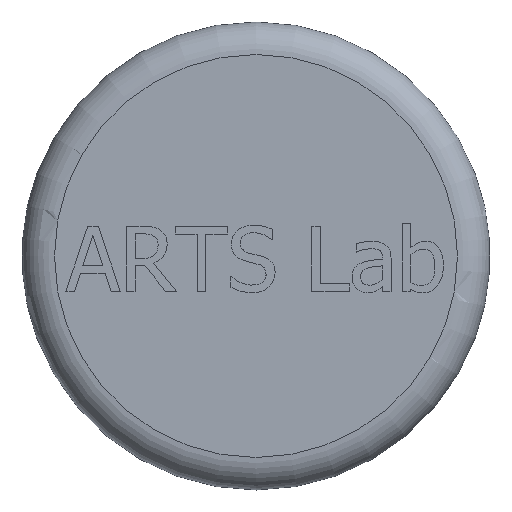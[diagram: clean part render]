
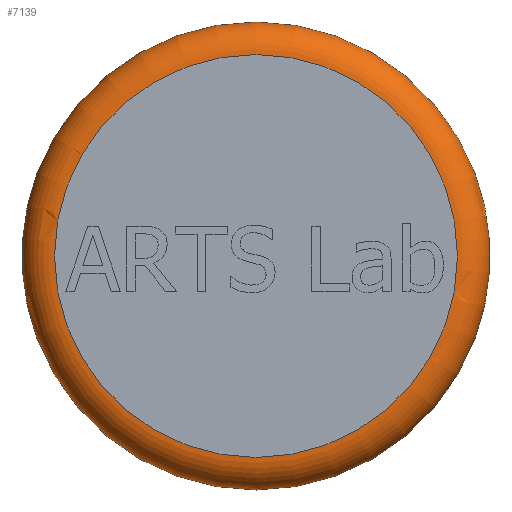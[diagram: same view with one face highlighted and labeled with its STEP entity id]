
A CAD part, front view. The second image highlights one B-rep face of the part: STEP entity #7139.
In plain terms, the highlighted toroidal (fillet/blend) face has major radius 62 mm and minor radius 10 mm.
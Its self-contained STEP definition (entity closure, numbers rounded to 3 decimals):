
#17=TOROIDAL_SURFACE('',#7420,62.,10.);
#44=CIRCLE('',#7331,62.);
#67=CIRCLE('',#7410,72.);
#68=CIRCLE('',#7411,72.);
#72=CIRCLE('',#7419,72.);
#73=CIRCLE('',#7421,10.);
#74=CIRCLE('',#7422,72.);
#75=CIRCLE('',#7423,72.);
#697=FACE_OUTER_BOUND('',#1117,.T.);
#1117=EDGE_LOOP('',(#6555,#6556,#6557,#6558,#6559,#6560,#6561,#6562));
#3389=VERTEX_POINT('',#12667);
#3407=VERTEX_POINT('',#12739);
#3422=VERTEX_POINT('',#12785);
#3453=VERTEX_POINT('',#12914);
#3458=VERTEX_POINT('',#12931);
#3461=VERTEX_POINT('',#12945);
#4383=EDGE_CURVE('',#3389,#3389,#44,.T.);
#4493=EDGE_CURVE('',#3461,#3458,#67,.T.);
#4494=EDGE_CURVE('',#3453,#3461,#68,.T.);
#4500=EDGE_CURVE('',#3407,#3422,#72,.T.);
#4501=EDGE_CURVE('',#3389,#3461,#73,.T.);
#4502=EDGE_CURVE('',#3458,#3407,#74,.T.);
#4503=EDGE_CURVE('',#3422,#3453,#75,.T.);
#6555=ORIENTED_EDGE('',*,*,#4383,.T.);
#6556=ORIENTED_EDGE('',*,*,#4501,.T.);
#6557=ORIENTED_EDGE('',*,*,#4493,.T.);
#6558=ORIENTED_EDGE('',*,*,#4502,.T.);
#6559=ORIENTED_EDGE('',*,*,#4500,.T.);
#6560=ORIENTED_EDGE('',*,*,#4503,.T.);
#6561=ORIENTED_EDGE('',*,*,#4494,.T.);
#6562=ORIENTED_EDGE('',*,*,#4501,.F.);
#7139=ADVANCED_FACE('',(#697),#17,.T.);
#7331=AXIS2_PLACEMENT_3D('',#12668,#8340,#8341);
#7410=AXIS2_PLACEMENT_3D('',#12946,#8569,#8570);
#7411=AXIS2_PLACEMENT_3D('',#12947,#8571,#8572);
#7419=AXIS2_PLACEMENT_3D('',#12959,#8589,#8590);
#7420=AXIS2_PLACEMENT_3D('',#12960,#8591,#8592);
#7421=AXIS2_PLACEMENT_3D('',#12961,#8593,#8594);
#7422=AXIS2_PLACEMENT_3D('',#12962,#8595,#8596);
#7423=AXIS2_PLACEMENT_3D('',#12963,#8597,#8598);
#8340=DIRECTION('center_axis',(0.,1.,0.));
#8341=DIRECTION('ref_axis',(-1.,0.,0.));
#8569=DIRECTION('center_axis',(0.,-1.,0.));
#8570=DIRECTION('ref_axis',(1.,0.,0.));
#8571=DIRECTION('center_axis',(0.,-1.,0.));
#8572=DIRECTION('ref_axis',(1.,0.,0.));
#8589=DIRECTION('center_axis',(0.,-1.,0.));
#8590=DIRECTION('ref_axis',(1.,0.,0.));
#8591=DIRECTION('center_axis',(0.,-1.,0.));
#8592=DIRECTION('ref_axis',(0.,0.,-1.));
#8593=DIRECTION('center_axis',(-1.,0.,0.));
#8594=DIRECTION('ref_axis',(0.,0.,1.));
#8595=DIRECTION('center_axis',(0.,-1.,0.));
#8596=DIRECTION('ref_axis',(1.,0.,0.));
#8597=DIRECTION('center_axis',(0.,-1.,0.));
#8598=DIRECTION('ref_axis',(1.,0.,0.));
#12667=CARTESIAN_POINT('',(0.,-10.,62.));
#12668=CARTESIAN_POINT('Origin',(0.,-10.,0.));
#12739=CARTESIAN_POINT('',(-67.409,0.,-25.3));
#12785=CARTESIAN_POINT('',(67.409,0.,-25.3));
#12914=CARTESIAN_POINT('',(67.409,0.,25.3));
#12931=CARTESIAN_POINT('',(-67.409,0.,25.3));
#12945=CARTESIAN_POINT('',(0.,0.,72.));
#12946=CARTESIAN_POINT('Origin',(0.,0.,0.));
#12947=CARTESIAN_POINT('Origin',(0.,0.,0.));
#12959=CARTESIAN_POINT('Origin',(0.,0.,0.));
#12960=CARTESIAN_POINT('Origin',(0.,0.,0.));
#12961=CARTESIAN_POINT('Origin',(0.,0.,62.));
#12962=CARTESIAN_POINT('Origin',(0.,0.,0.));
#12963=CARTESIAN_POINT('Origin',(0.,0.,0.));
